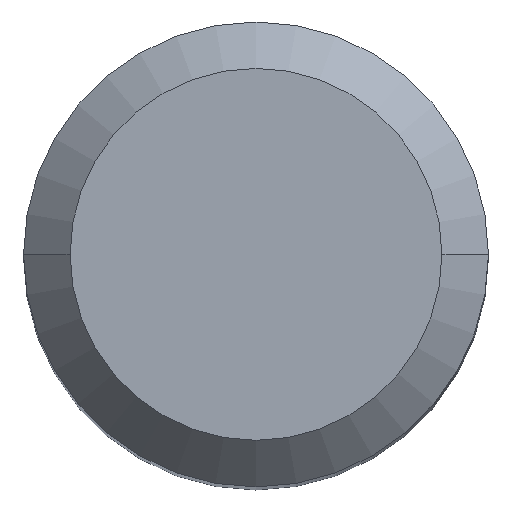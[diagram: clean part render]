
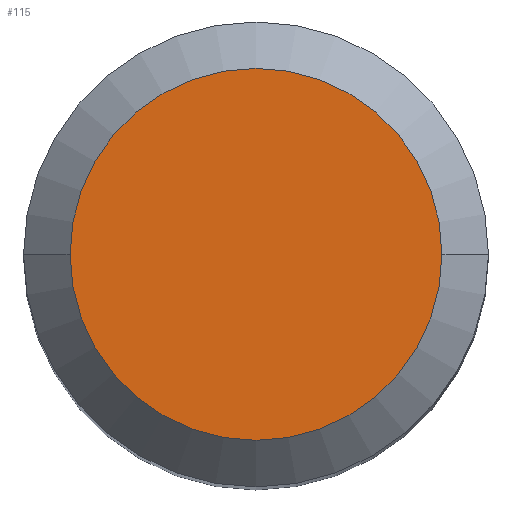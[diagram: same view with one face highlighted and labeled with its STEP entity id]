
A CAD part, top view. The second image highlights one B-rep face of the part: STEP entity #115.
In plain terms, the highlighted planar face has unit normal (0, 0, 1).
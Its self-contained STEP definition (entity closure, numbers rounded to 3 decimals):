
#2 = CARTESIAN_POINT ( 'NONE',  ( 1.2, 0., 12. ) ) ;
#20 = DIRECTION ( 'NONE',  ( 0., 0., 1. ) ) ;
#29 = PLANE ( 'NONE',  #194 ) ;
#31 = DIRECTION ( 'NONE',  ( 0., 0., 1. ) ) ;
#32 = DIRECTION ( 'NONE',  ( 1., 0., 0. ) ) ;
#39 = ORIENTED_EDGE ( 'NONE', *, *, #82, .T. ) ;
#62 = CARTESIAN_POINT ( 'NONE',  ( 0., 0., 12. ) ) ;
#71 = CARTESIAN_POINT ( 'NONE',  ( 0., 0., 12. ) ) ;
#81 = FACE_OUTER_BOUND ( 'NONE', #147, .T. ) ;
#82 = EDGE_CURVE ( 'NONE', #182, #183, #110, .T. ) ;
#110 = CIRCLE ( 'NONE', #164, 1.2 ) ;
#112 = DIRECTION ( 'NONE',  ( 1., 0., 0. ) ) ;
#115 = ADVANCED_FACE ( 'NONE', ( #81 ), #29, .T. ) ;
#133 = DIRECTION ( 'NONE',  ( 0., 0., 1. ) ) ;
#144 = CARTESIAN_POINT ( 'NONE',  ( -1.2, 0., 12. ) ) ;
#147 = EDGE_LOOP ( 'NONE', ( #148, #39 ) ) ;
#148 = ORIENTED_EDGE ( 'NONE', *, *, #220, .T. ) ;
#164 = AXIS2_PLACEMENT_3D ( 'NONE', #191, #31, #112 ) ;
#182 = VERTEX_POINT ( 'NONE', #2 ) ;
#183 = VERTEX_POINT ( 'NONE', #144 ) ;
#191 = CARTESIAN_POINT ( 'NONE',  ( 0., 0., 12. ) ) ;
#194 = AXIS2_PLACEMENT_3D ( 'NONE', #62, #133, #32 ) ;
#196 = DIRECTION ( 'NONE',  ( 1., 0., 0. ) ) ;
#197 = CIRCLE ( 'NONE', #208, 1.2 ) ;
#208 = AXIS2_PLACEMENT_3D ( 'NONE', #71, #20, #196 ) ;
#220 = EDGE_CURVE ( 'NONE', #183, #182, #197, .T. ) ;
